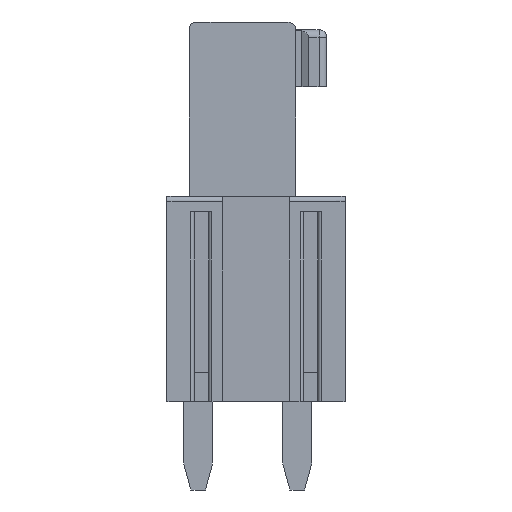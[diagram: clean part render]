
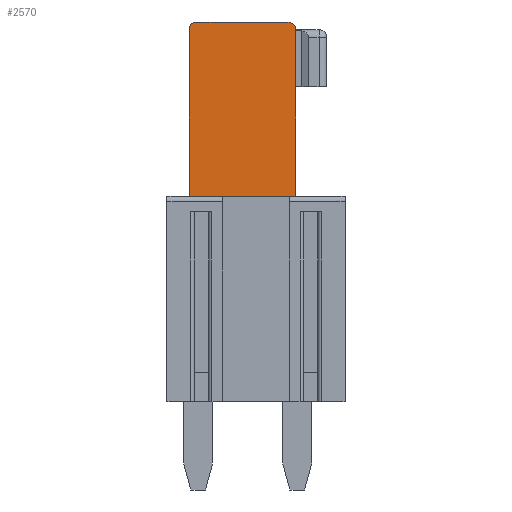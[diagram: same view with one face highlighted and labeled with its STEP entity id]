
A CAD part, front view. The second image highlights one B-rep face of the part: STEP entity #2570.
In plain terms, the highlighted planar face has unit normal (0, -1, 0).
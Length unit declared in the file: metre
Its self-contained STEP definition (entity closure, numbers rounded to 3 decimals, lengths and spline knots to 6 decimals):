
#2570=ADVANCED_FACE('',(#6326),#6327,.T.);
#6326=FACE_OUTER_BOUND('',#11414,.T.);
#6327=PLANE('',#11415);
#11414=EDGE_LOOP('',(#20278,#20279,#20280,#20281,#20282,#20283));
#11415=AXIS2_PLACEMENT_3D('',#20284,#20285,#20286);
#20278=ORIENTED_EDGE('',*,*,#34241,.T.);
#20279=ORIENTED_EDGE('',*,*,#34242,.T.);
#20280=ORIENTED_EDGE('',*,*,#34243,.T.);
#20281=ORIENTED_EDGE('',*,*,#34244,.T.);
#20282=ORIENTED_EDGE('',*,*,#34245,.T.);
#20283=ORIENTED_EDGE('',*,*,#34152,.T.);
#20284=CARTESIAN_POINT('',(5.722971,0.334526,-0.008613));
#20285=DIRECTION('',(0.0,-1.0,0.));
#20286=DIRECTION('',(-1.0,0.0,0.0));
#34152=EDGE_CURVE('',#42392,#42390,#42393,.T.);
#34241=EDGE_CURVE('',#42390,#42524,#42525,.T.);
#34242=EDGE_CURVE('',#42524,#42526,#42527,.T.);
#34243=EDGE_CURVE('',#42526,#42528,#42529,.T.);
#34244=EDGE_CURVE('',#42528,#42530,#42531,.T.);
#34245=EDGE_CURVE('',#42530,#42392,#42532,.T.);
#42390=VERTEX_POINT('',#54795);
#42392=VERTEX_POINT('',#54798);
#42393=CIRCLE('',#54799,0.0003);
#42524=VERTEX_POINT('',#55020);
#42525=LINE('',#55021,#55022);
#42526=VERTEX_POINT('',#55023);
#42527=LINE('',#55024,#55025);
#42528=VERTEX_POINT('',#55026);
#42529=LINE('',#55027,#55028);
#42530=VERTEX_POINT('',#55029);
#42531=CIRCLE('',#55030,0.0003);
#42532=LINE('',#55031,#55032);
#54795=CARTESIAN_POINT('',(5.719614,0.334526,0.008463));
#54798=CARTESIAN_POINT('',(5.719914,0.334526,0.008763));
#54799=AXIS2_PLACEMENT_3D('',#63426,#63427,#63428);
#55020=CARTESIAN_POINT('',(5.719614,0.334526,0.002064));
#55021=CARTESIAN_POINT('',(5.719614,0.334526,0.002162));
#55022=VECTOR('',#63486,1.0);
#55023=CARTESIAN_POINT('',(5.723714,0.334526,0.002064));
#55024=CARTESIAN_POINT('',(5.721664,0.334526,0.002064));
#55025=VECTOR('',#63487,1.0);
#55026=CARTESIAN_POINT('',(5.723714,0.334526,0.008463));
#55027=CARTESIAN_POINT('',(5.723714,0.334526,0.008462));
#55028=VECTOR('',#63488,1.0);
#55029=CARTESIAN_POINT('',(5.723414,0.334526,0.008763));
#55030=AXIS2_PLACEMENT_3D('',#63489,#63490,#63491);
#55031=CARTESIAN_POINT('',(5.719914,0.334526,0.008763));
#55032=VECTOR('',#63492,1.0);
#63426=CARTESIAN_POINT('',(5.719914,0.334526,0.008463));
#63427=DIRECTION('',(0.,-1.0,0.0));
#63428=DIRECTION('',(1.0,0.,0.0));
#63486=DIRECTION('',(0.,0.,-1.0));
#63487=DIRECTION('',(1.0,0.0,0.0));
#63488=DIRECTION('',(0.,0.,1.0));
#63489=CARTESIAN_POINT('',(5.723414,0.334526,0.008463));
#63490=DIRECTION('',(0.,-1.0,0.0));
#63491=DIRECTION('',(1.0,0.,0.0));
#63492=DIRECTION('',(-1.0,0.,0.));
